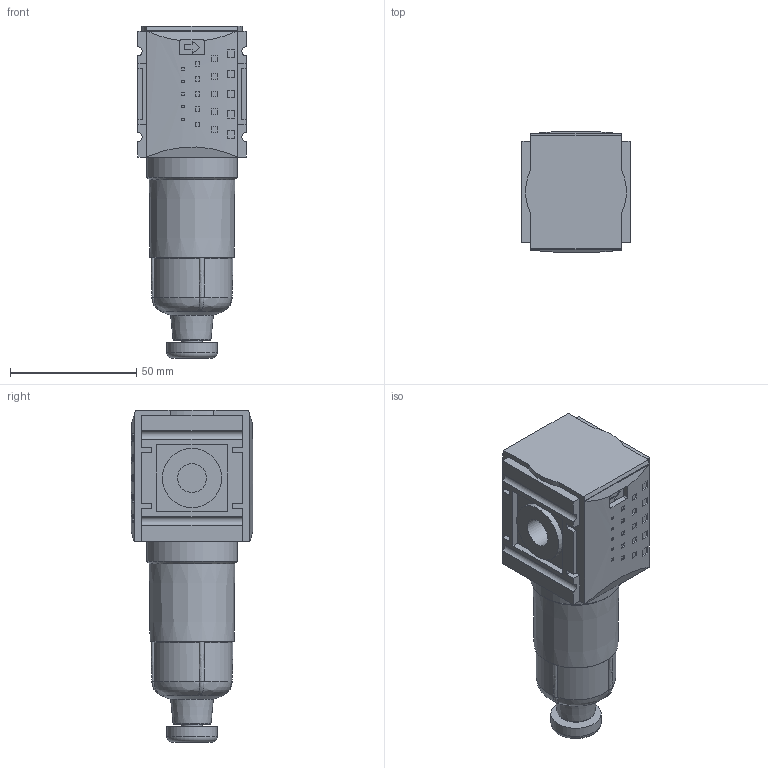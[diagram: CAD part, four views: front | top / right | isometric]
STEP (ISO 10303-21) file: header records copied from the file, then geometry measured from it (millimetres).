
FILE_DESCRIPTION((''),'2;1');
FILE_NAME('FIL-014.stp','2010-03-02T13:48:23',('DDruske'),(''),'Autodesk Inventor 2009','Autodesk Inventor 2009','');
FILE_SCHEMA(('AUTOMOTIVE_DESIGN { 1 0 10303 214 1 1 1 1 }'));
Length unit declared in the file: millimetre
Products named in the file (1): Bauteil2
Bounding box: 43 x 48.16 x 131.7 mm (x, y, z)
Volume: 155045.1 mm3; surface area: 24456.5 mm2
Topology: 3 solids, 3 shells, 370 faces, 912 edges, 600 vertices
Faces by surface type: plane 241, cylinder 67, bspline 53, cone 6, torus 2, sphere 1
Full cylindrical faces by diameter (mm): 8 x1, 8.4 x1, 11.445 x2, 20 x1, 23.5 x1, 36 x1
Entity records: 11797 total; most frequent: CARTESIAN_POINT 2676, ORIENTED_EDGE 1788, DIRECTION 1738, EDGE_CURVE 894, VERTEX_POINT 600, VECTOR 590, LINE 590, AXIS2_PLACEMENT_3D 574
